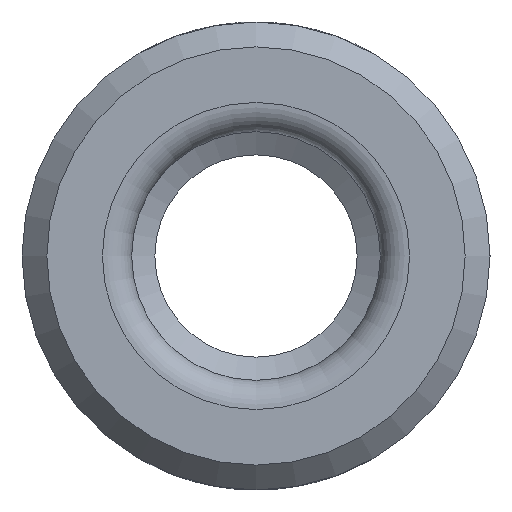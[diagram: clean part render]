
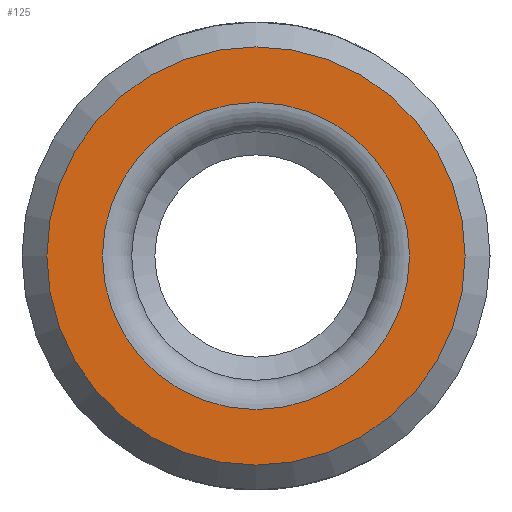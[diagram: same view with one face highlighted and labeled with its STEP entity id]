
A CAD part, left-side view. The second image highlights one B-rep face of the part: STEP entity #125.
In plain terms, the highlighted planar face has unit normal (-1, 0, 0).
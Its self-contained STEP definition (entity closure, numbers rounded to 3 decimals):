
#125 = ADVANCED_FACE( '', ( #290, #291 ), #292, .F. );
#290 = FACE_OUTER_BOUND( '', #490, .T. );
#291 = FACE_BOUND( '', #491, .T. );
#292 = PLANE( '', #492 );
#490 = EDGE_LOOP( '', ( #735 ) );
#491 = EDGE_LOOP( '', ( #736 ) );
#492 = AXIS2_PLACEMENT_3D( '', #737, #738, #739 );
#735 = ORIENTED_EDGE( '', *, *, #899, .T. );
#736 = ORIENTED_EDGE( '', *, *, #896, .F. );
#737 = CARTESIAN_POINT( '', ( -217.2, 0., 8. ) );
#738 = DIRECTION( '', ( 1., 0., 0. ) );
#739 = DIRECTION( '', ( 0., 0., -1. ) );
#896 = EDGE_CURVE( '', #1007, #1007, #1008, .T. );
#899 = EDGE_CURVE( '', #1012, #1012, #1013, .F. );
#1007 = VERTEX_POINT( '', #1159 );
#1008 = CIRCLE( '', #1160, 5.25 );
#1012 = VERTEX_POINT( '', #1164 );
#1013 = CIRCLE( '', #1165, 7.15 );
#1159 = CARTESIAN_POINT( '', ( -217.2, 0., 5.25 ) );
#1160 = AXIS2_PLACEMENT_3D( '', #1323, #1324, #1325 );
#1164 = CARTESIAN_POINT( '', ( -217.2, 0., -7.15 ) );
#1165 = AXIS2_PLACEMENT_3D( '', #1329, #1330, #1331 );
#1323 = CARTESIAN_POINT( '', ( -217.2, 0., 0. ) );
#1324 = DIRECTION( '', ( -1., 0., 0. ) );
#1325 = DIRECTION( '', ( 0., 0., 1. ) );
#1329 = CARTESIAN_POINT( '', ( -217.2, 0., 0. ) );
#1330 = DIRECTION( '', ( 1., 0., 0. ) );
#1331 = DIRECTION( '', ( 0., 0., -1. ) );
